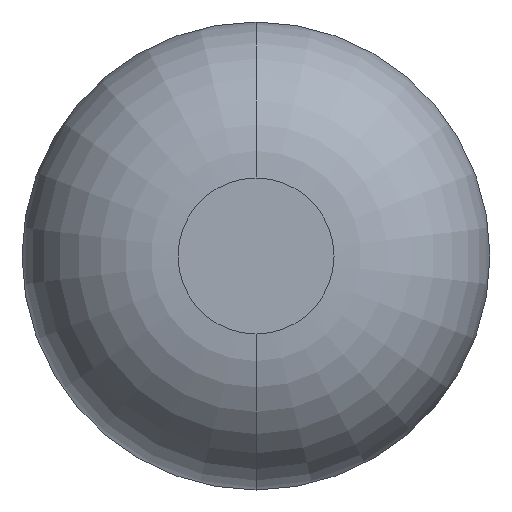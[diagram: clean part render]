
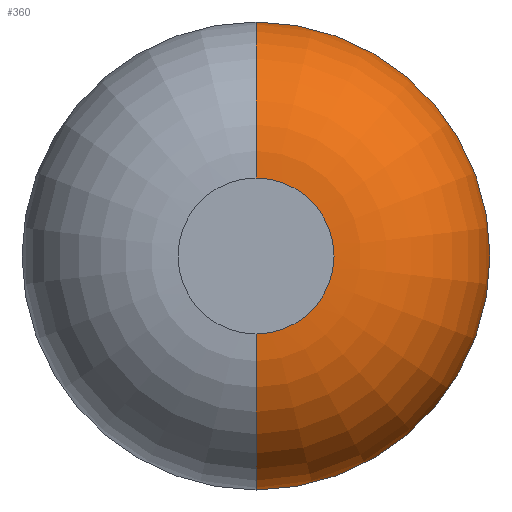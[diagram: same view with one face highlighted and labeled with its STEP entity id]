
A CAD part, front view. The second image highlights one B-rep face of the part: STEP entity #360.
In plain terms, the highlighted toroidal (fillet/blend) face has major radius 3.175 mm and minor radius 6.35 mm.
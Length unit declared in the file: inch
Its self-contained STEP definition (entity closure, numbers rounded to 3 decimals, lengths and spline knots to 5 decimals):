
#3 = CARTESIAN_POINT ( 'NONE',  ( 0., 0.25, 0. ) ) ;
#8 = FACE_OUTER_BOUND ( 'NONE', #210, .T. ) ;
#10 = DIRECTION ( 'NONE',  ( 0., 0., -1. ) ) ;
#16 = DIRECTION ( 'NONE',  ( 0., 0., -1. ) ) ;
#27 = ORIENTED_EDGE ( 'NONE', *, *, #254, .F. ) ;
#30 = ORIENTED_EDGE ( 'NONE', *, *, #51, .F. ) ;
#32 = CIRCLE ( 'NONE', #299, 0.25 ) ;
#51 = EDGE_CURVE ( 'NONE', #327, #157, #216, .T. ) ;
#55 = ORIENTED_EDGE ( 'NONE', *, *, #365, .T. ) ;
#75 = DIRECTION ( 'NONE',  ( 0., 0., 1. ) ) ;
#110 = DIRECTION ( 'NONE',  ( 0., 0., -1. ) ) ;
#116 = CIRCLE ( 'NONE', #379, 0.125 ) ;
#124 = AXIS2_PLACEMENT_3D ( 'NONE', #3, #239, #10 ) ;
#135 = CARTESIAN_POINT ( 'NONE',  ( 0., 0.25, 0.125 ) ) ;
#142 = CARTESIAN_POINT ( 'NONE',  ( 0., 0., -0.125 ) ) ;
#157 = VERTEX_POINT ( 'NONE', #142 ) ;
#160 = AXIS2_PLACEMENT_3D ( 'NONE', #376, #350, #16 ) ;
#182 = DIRECTION ( 'NONE',  ( 0., 0., -1. ) ) ;
#188 = ORIENTED_EDGE ( 'NONE', *, *, #306, .T. ) ;
#210 = EDGE_LOOP ( 'NONE', ( #188, #55, #27, #30 ) ) ;
#216 = CIRCLE ( 'NONE', #294, 0.25 ) ;
#226 = DIRECTION ( 'NONE',  ( 0., -1., 0. ) ) ;
#235 = VERTEX_POINT ( 'NONE', #249 ) ;
#239 = DIRECTION ( 'NONE',  ( 0., -1., 0. ) ) ;
#242 = DIRECTION ( 'NONE',  ( -1., 0., 0. ) ) ;
#246 = CARTESIAN_POINT ( 'NONE',  ( 0., 0., 0. ) ) ;
#249 = CARTESIAN_POINT ( 'NONE',  ( 0., 0.25, 0.375 ) ) ;
#254 = EDGE_CURVE ( 'NONE', #157, #255, #116, .T. ) ;
#255 = VERTEX_POINT ( 'NONE', #344 ) ;
#285 = DIRECTION ( 'NONE',  ( 1., 0., 0. ) ) ;
#294 = AXIS2_PLACEMENT_3D ( 'NONE', #370, #242, #75 ) ;
#299 = AXIS2_PLACEMENT_3D ( 'NONE', #135, #285, #110 ) ;
#306 = EDGE_CURVE ( 'NONE', #327, #235, #308, .T. ) ;
#308 = CIRCLE ( 'NONE', #124, 0.375 ) ;
#327 = VERTEX_POINT ( 'NONE', #369 ) ;
#344 = CARTESIAN_POINT ( 'NONE',  ( 0., 0., 0.125 ) ) ;
#350 = DIRECTION ( 'NONE',  ( 0., -1., 0. ) ) ;
#360 = ADVANCED_FACE ( 'NONE', ( #8 ), #375, .T. ) ;
#365 = EDGE_CURVE ( 'NONE', #235, #255, #32, .T. ) ;
#369 = CARTESIAN_POINT ( 'NONE',  ( 0., 0.25, -0.375 ) ) ;
#370 = CARTESIAN_POINT ( 'NONE',  ( 0., 0.25, -0.125 ) ) ;
#375 = TOROIDAL_SURFACE ( 'NONE', #160, 0.125, 0.25 ) ;
#376 = CARTESIAN_POINT ( 'NONE',  ( 0., 0.25, 0. ) ) ;
#379 = AXIS2_PLACEMENT_3D ( 'NONE', #246, #226, #182 ) ;
